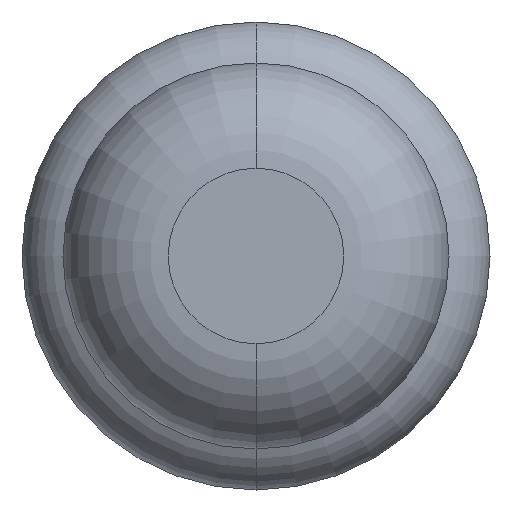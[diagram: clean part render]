
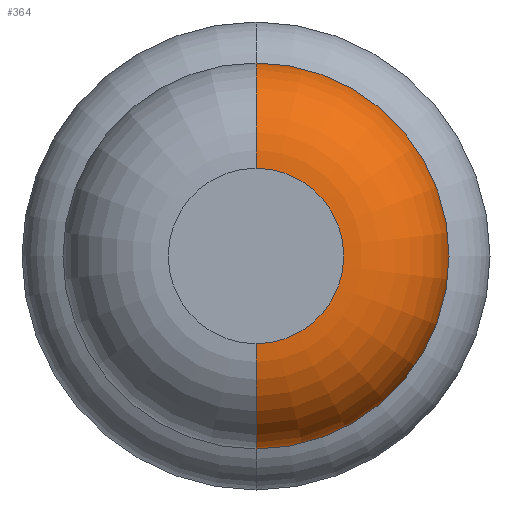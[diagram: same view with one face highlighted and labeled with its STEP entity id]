
A CAD part, front view. The second image highlights one B-rep face of the part: STEP entity #364.
In plain terms, the highlighted toroidal (fillet/blend) face has major radius 0.375 mm and minor radius 0.45 mm.
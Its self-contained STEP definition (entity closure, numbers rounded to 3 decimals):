
#2 = VERTEX_POINT ( 'NONE', #2271 ) ;
#89 = EDGE_LOOP ( 'NONE', ( #2348, #1986, #2041, #1169 ) ) ;
#120 = CIRCLE ( 'NONE', #3226, 0.45 ) ;
#127 = FACE_OUTER_BOUND ( 'NONE', #89, .T. ) ;
#364 = ADVANCED_FACE ( 'Defeature ausgef�hrt1_2', ( #127 ), #2638, .T. ) ;
#409 = CARTESIAN_POINT ( 'NONE',  ( 0., -24., 0. ) ) ;
#595 = DIRECTION ( 'NONE',  ( 0., 0., 1. ) ) ;
#638 = DIRECTION ( 'NONE',  ( -1., 0., 0. ) ) ;
#646 = CIRCLE ( 'NONE', #1382, 0.825 ) ;
#861 = AXIS2_PLACEMENT_3D ( 'NONE', #1474, #870, #3288 ) ;
#870 = DIRECTION ( 'NONE',  ( 1., 0., 0. ) ) ;
#990 = AXIS2_PLACEMENT_3D ( 'NONE', #409, #3492, #2865 ) ;
#1059 = DIRECTION ( 'NONE',  ( 0., 0., 1. ) ) ;
#1169 = ORIENTED_EDGE ( 'NONE', *, *, #3578, .F. ) ;
#1382 = AXIS2_PLACEMENT_3D ( 'NONE', #2619, #3899, #595 ) ;
#1409 = AXIS2_PLACEMENT_3D ( 'NONE', #2292, #2004, #1059 ) ;
#1455 = CIRCLE ( 'NONE', #861, 0.45 ) ;
#1474 = CARTESIAN_POINT ( 'NONE',  ( 0., -23.55, -0.375 ) ) ;
#1948 = EDGE_CURVE ( 'Defeature ausgef�hrt1_2+Defeature ausgef�hrt1_1+Defeature ausgef�hrt1_1+Defeature ausgef�hrt1_1', #3498, #3693, #3115, .T. ) ;
#1986 = ORIENTED_EDGE ( 'NONE', *, *, #2298, .T. ) ;
#2004 = DIRECTION ( 'NONE',  ( 0., 1., 0. ) ) ;
#2041 = ORIENTED_EDGE ( 'NONE', *, *, #2580, .F. ) ;
#2271 = CARTESIAN_POINT ( 'NONE',  ( 0., -23.55, 0.825 ) ) ;
#2292 = CARTESIAN_POINT ( 'NONE',  ( 0., -23.55, 0. ) ) ;
#2298 = EDGE_CURVE ( 'NONE', #3693, #3587, #1455, .T. ) ;
#2310 = CARTESIAN_POINT ( 'NONE',  ( 0., -24., -0.375 ) ) ;
#2348 = ORIENTED_EDGE ( 'NONE', *, *, #1948, .T. ) ;
#2461 = CARTESIAN_POINT ( 'NONE',  ( 0., -23.55, -0.825 ) ) ;
#2580 = EDGE_CURVE ( 'Defeature ausgef�hrt1_3+Defeature ausgef�hrt1_2+Defeature ausgef�hrt1_2+Defeature ausgef�hrt1_2', #2, #3587, #646, .T. ) ;
#2619 = CARTESIAN_POINT ( 'NONE',  ( 0., -23.55, 0. ) ) ;
#2638 = TOROIDAL_SURFACE ( 'NONE', #1409, 0.375, 0.45 ) ;
#2765 = DIRECTION ( 'NONE',  ( 0., 0., 1. ) ) ;
#2865 = DIRECTION ( 'NONE',  ( 0., 0., 1. ) ) ;
#3115 = CIRCLE ( 'NONE', #990, 0.375 ) ;
#3226 = AXIS2_PLACEMENT_3D ( 'NONE', #3689, #638, #2765 ) ;
#3288 = DIRECTION ( 'NONE',  ( 0., 0., -1. ) ) ;
#3492 = DIRECTION ( 'NONE',  ( 0., 1., 0. ) ) ;
#3498 = VERTEX_POINT ( 'NONE', #3604 ) ;
#3578 = EDGE_CURVE ( 'NONE', #3498, #2, #120, .T. ) ;
#3587 = VERTEX_POINT ( 'NONE', #2461 ) ;
#3604 = CARTESIAN_POINT ( 'NONE',  ( 0., -24., 0.375 ) ) ;
#3689 = CARTESIAN_POINT ( 'NONE',  ( 0., -23.55, 0.375 ) ) ;
#3693 = VERTEX_POINT ( 'NONE', #2310 ) ;
#3899 = DIRECTION ( 'NONE',  ( 0., 1., 0. ) ) ;
